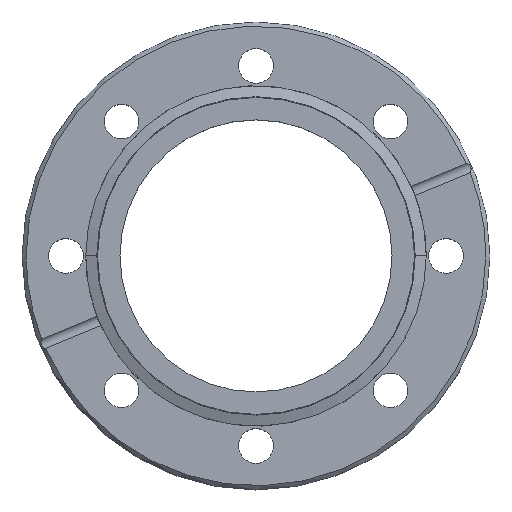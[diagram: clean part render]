
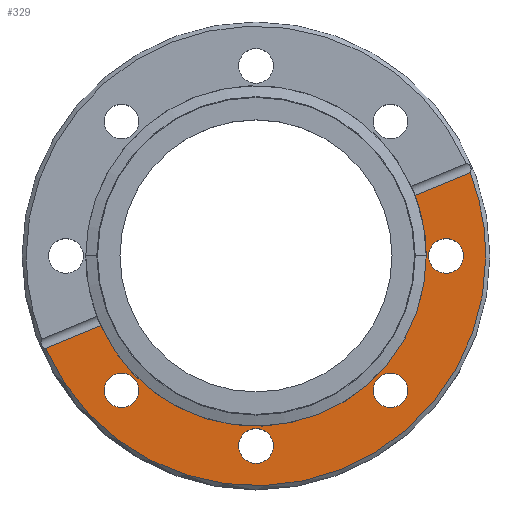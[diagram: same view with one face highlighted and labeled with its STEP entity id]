
A CAD part, top view. The second image highlights one B-rep face of the part: STEP entity #329.
In plain terms, the highlighted planar face has unit normal (0, 0, 1).
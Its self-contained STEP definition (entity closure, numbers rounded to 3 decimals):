
#23 = CARTESIAN_POINT ( 'NONE',  ( 41.3, 0., 0. ) ) ;
#27 = DIRECTION ( 'NONE',  ( 0., 0., -1. ) ) ;
#63 = DIRECTION ( 'NONE',  ( 0., 0., 1. ) ) ;
#67 = EDGE_CURVE ( 'NONE', #1402, #1813, #417, .T. ) ;
#75 = CARTESIAN_POINT ( 'NONE',  ( 0., 0., 0. ) ) ;
#82 = CARTESIAN_POINT ( 'NONE',  ( -68.044, -29.484, 0. ) ) ;
#146 = CARTESIAN_POINT ( 'NONE',  ( 4.2, -46.1, 0. ) ) ;
#155 = DIRECTION ( 'NONE',  ( -0.924, -0.383, 0. ) ) ;
#170 = CIRCLE ( 'NONE', #2373, 55.75 ) ;
#198 = CIRCLE ( 'NONE', #2462, 4.2 ) ;
#207 = EDGE_CURVE ( 'NONE', #679, #1717, #198, .T. ) ;
#222 = PLANE ( 'NONE',  #1017 ) ;
#251 = CIRCLE ( 'NONE', #991, 4.2 ) ;
#294 = VERTEX_POINT ( 'NONE', #2212 ) ;
#300 = EDGE_CURVE ( 'NONE', #464, #1402, #882, .T. ) ;
#311 = DIRECTION ( 'NONE',  ( 0., 0., 1. ) ) ;
#326 = ORIENTED_EDGE ( 'NONE', *, *, #1008, .F. ) ;
#329 = ADVANCED_FACE ( 'NONE', ( #1401, #1597, #1360, #1332, #1271 ), #222, .F. ) ;
#345 = EDGE_CURVE ( 'NONE', #294, #627, #607, .T. ) ;
#348 = CARTESIAN_POINT ( 'NONE',  ( -4.2, -46.1, 0. ) ) ;
#380 = VECTOR ( 'NONE', #492, 1000. ) ;
#402 = CARTESIAN_POINT ( 'NONE',  ( -28.398, -32.598, 0. ) ) ;
#417 = LINE ( 'NONE', #1895, #380 ) ;
#464 = VERTEX_POINT ( 'NONE', #597 ) ;
#492 = DIRECTION ( 'NONE',  ( -0.924, -0.383, 0. ) ) ;
#518 = CIRCLE ( 'NONE', #1838, 4.2 ) ;
#559 = VERTEX_POINT ( 'NONE', #1355 ) ;
#597 = CARTESIAN_POINT ( 'NONE',  ( 41.3, 0., 0. ) ) ;
#607 = CIRCLE ( 'NONE', #2506, 4.2 ) ;
#626 = CARTESIAN_POINT ( 'NONE',  ( 46.1, 0., 0. ) ) ;
#627 = VERTEX_POINT ( 'NONE', #1371 ) ;
#630 = CARTESIAN_POINT ( 'NONE',  ( 32.598, -32.598, 0. ) ) ;
#636 = DIRECTION ( 'NONE',  ( 0., 0., 1. ) ) ;
#641 = DIRECTION ( 'NONE',  ( 1., 0., 0. ) ) ;
#678 = DIRECTION ( 'NONE',  ( 1., 0., 0. ) ) ;
#679 = VERTEX_POINT ( 'NONE', #1782 ) ;
#686 = CARTESIAN_POINT ( 'NONE',  ( 0., -46.1, 0. ) ) ;
#691 = DIRECTION ( 'NONE',  ( 0., 0., 1. ) ) ;
#699 = DIRECTION ( 'NONE',  ( 0., 0., 1. ) ) ;
#712 = DIRECTION ( 'NONE',  ( 1., 0., 0. ) ) ;
#779 = ORIENTED_EDGE ( 'NONE', *, *, #345, .F. ) ;
#881 = CARTESIAN_POINT ( 'NONE',  ( -32.598, -32.598, 0. ) ) ;
#882 = CIRCLE ( 'NONE', #2082, 41.3 ) ;
#894 = DIRECTION ( 'NONE',  ( 0., 0., 1. ) ) ;
#896 = DIRECTION ( 'NONE',  ( 1., 0., 0. ) ) ;
#920 = AXIS2_PLACEMENT_3D ( 'NONE', #630, #691, #678 ) ;
#940 = EDGE_CURVE ( 'NONE', #627, #294, #518, .T. ) ;
#963 = AXIS2_PLACEMENT_3D ( 'NONE', #1151, #1212, #1222 ) ;
#965 = EDGE_CURVE ( 'NONE', #1999, #1239, #1745, .T. ) ;
#975 = AXIS2_PLACEMENT_3D ( 'NONE', #2206, #2235, #2240 ) ;
#991 = AXIS2_PLACEMENT_3D ( 'NONE', #881, #894, #896 ) ;
#1006 = CIRCLE ( 'NONE', #920, 4.2 ) ;
#1008 = EDGE_CURVE ( 'NONE', #1752, #1874, #251, .T. ) ;
#1017 = AXIS2_PLACEMENT_3D ( 'NONE', #23, #27, #1172 ) ;
#1020 = ORIENTED_EDGE ( 'NONE', *, *, #2057, .T. ) ;
#1053 = CARTESIAN_POINT ( 'NONE',  ( 0., 0., 0. ) ) ;
#1061 = CIRCLE ( 'NONE', #1996, 55.75 ) ;
#1077 = VERTEX_POINT ( 'NONE', #1711 ) ;
#1094 = EDGE_CURVE ( 'NONE', #1239, #1999, #2332, .T. ) ;
#1118 = CARTESIAN_POINT ( 'NONE',  ( 36.798, -32.598, 0. ) ) ;
#1125 = ORIENTED_EDGE ( 'NONE', *, *, #1094, .F. ) ;
#1146 = EDGE_CURVE ( 'NONE', #1874, #1752, #2080, .T. ) ;
#1151 = CARTESIAN_POINT ( 'NONE',  ( 0., 0., 0. ) ) ;
#1172 = DIRECTION ( 'NONE',  ( -1., 0., 0. ) ) ;
#1195 = ORIENTED_EDGE ( 'NONE', *, *, #1979, .T. ) ;
#1212 = DIRECTION ( 'NONE',  ( 0., 0., -1. ) ) ;
#1222 = DIRECTION ( 'NONE',  ( -1., 0., 0. ) ) ;
#1239 = VERTEX_POINT ( 'NONE', #348 ) ;
#1256 = EDGE_LOOP ( 'NONE', ( #326, #2149 ) ) ;
#1264 = EDGE_CURVE ( 'NONE', #1813, #1077, #170, .T. ) ;
#1266 = DIRECTION ( 'NONE',  ( 1., 0., 0. ) ) ;
#1271 = FACE_BOUND ( 'NONE', #1256, .T. ) ;
#1315 = EDGE_LOOP ( 'NONE', ( #1593, #1195, #1599, #1020, #2068, #1873 ) ) ;
#1331 = LINE ( 'NONE', #82, #1396 ) ;
#1332 = FACE_BOUND ( 'NONE', #1419, .T. ) ;
#1334 = CARTESIAN_POINT ( 'NONE',  ( -37.681, -16.907, 0. ) ) ;
#1354 = CIRCLE ( 'NONE', #963, 41.3 ) ;
#1355 = CARTESIAN_POINT ( 'NONE',  ( 51.954, 20.221, 0. ) ) ;
#1360 = FACE_OUTER_BOUND ( 'NONE', #1315, .T. ) ;
#1371 = CARTESIAN_POINT ( 'NONE',  ( 41.9, 0., 0. ) ) ;
#1396 = VECTOR ( 'NONE', #155, 1000. ) ;
#1401 = FACE_BOUND ( 'NONE', #1473, .T. ) ;
#1402 = VERTEX_POINT ( 'NONE', #1334 ) ;
#1419 = EDGE_LOOP ( 'NONE', ( #779, #1705 ) ) ;
#1473 = EDGE_LOOP ( 'NONE', ( #2600, #2403 ) ) ;
#1570 = EDGE_LOOP ( 'NONE', ( #2679, #1125 ) ) ;
#1593 = ORIENTED_EDGE ( 'NONE', *, *, #1264, .T. ) ;
#1597 = FACE_BOUND ( 'NONE', #1570, .T. ) ;
#1599 = ORIENTED_EDGE ( 'NONE', *, *, #1998, .T. ) ;
#1611 = DIRECTION ( 'NONE',  ( 1., 0., 0. ) ) ;
#1705 = ORIENTED_EDGE ( 'NONE', *, *, #940, .F. ) ;
#1710 = AXIS2_PLACEMENT_3D ( 'NONE', #686, #699, #712 ) ;
#1711 = CARTESIAN_POINT ( 'NONE',  ( 55.75, 0., 0. ) ) ;
#1717 = VERTEX_POINT ( 'NONE', #1118 ) ;
#1745 = CIRCLE ( 'NONE', #1710, 4.2 ) ;
#1752 = VERTEX_POINT ( 'NONE', #402 ) ;
#1782 = CARTESIAN_POINT ( 'NONE',  ( 28.398, -32.598, 0. ) ) ;
#1813 = VERTEX_POINT ( 'NONE', #2262 ) ;
#1817 = EDGE_CURVE ( 'NONE', #1717, #679, #1006, .T. ) ;
#1838 = AXIS2_PLACEMENT_3D ( 'NONE', #626, #636, #641 ) ;
#1873 = ORIENTED_EDGE ( 'NONE', *, *, #67, .T. ) ;
#1874 = VERTEX_POINT ( 'NONE', #2282 ) ;
#1895 = CARTESIAN_POINT ( 'NONE',  ( -68.044, -29.484, 0. ) ) ;
#1911 = CARTESIAN_POINT ( 'NONE',  ( 46.1, 0., 0. ) ) ;
#1979 = EDGE_CURVE ( 'NONE', #1077, #559, #1061, .T. ) ;
#1993 = CARTESIAN_POINT ( 'NONE',  ( 0., -46.1, 0. ) ) ;
#1996 = AXIS2_PLACEMENT_3D ( 'NONE', #75, #63, #1611 ) ;
#1998 = EDGE_CURVE ( 'NONE', #559, #2492, #1331, .T. ) ;
#1999 = VERTEX_POINT ( 'NONE', #146 ) ;
#2019 = DIRECTION ( 'NONE',  ( 0., 0., 1. ) ) ;
#2020 = DIRECTION ( 'NONE',  ( 0., 0., 1. ) ) ;
#2031 = CARTESIAN_POINT ( 'NONE',  ( 32.598, -32.598, 0. ) ) ;
#2034 = DIRECTION ( 'NONE',  ( 1., 0., 0. ) ) ;
#2037 = DIRECTION ( 'NONE',  ( 0., 0., 1. ) ) ;
#2049 = DIRECTION ( 'NONE',  ( 1., 0., 0. ) ) ;
#2057 = EDGE_CURVE ( 'NONE', #2492, #464, #1354, .T. ) ;
#2068 = ORIENTED_EDGE ( 'NONE', *, *, #300, .T. ) ;
#2080 = CIRCLE ( 'NONE', #975, 4.2 ) ;
#2082 = AXIS2_PLACEMENT_3D ( 'NONE', #2316, #2321, #2333 ) ;
#2100 = CARTESIAN_POINT ( 'NONE',  ( 38.599, 14.689, 0. ) ) ;
#2149 = ORIENTED_EDGE ( 'NONE', *, *, #1146, .F. ) ;
#2206 = CARTESIAN_POINT ( 'NONE',  ( -32.598, -32.598, 0. ) ) ;
#2212 = CARTESIAN_POINT ( 'NONE',  ( 50.3, 0., 0. ) ) ;
#2235 = DIRECTION ( 'NONE',  ( 0., 0., 1. ) ) ;
#2240 = DIRECTION ( 'NONE',  ( 1., 0., 0. ) ) ;
#2262 = CARTESIAN_POINT ( 'NONE',  ( -51.035, -22.438, 0. ) ) ;
#2276 = AXIS2_PLACEMENT_3D ( 'NONE', #1993, #2020, #2034 ) ;
#2282 = CARTESIAN_POINT ( 'NONE',  ( -36.798, -32.598, 0. ) ) ;
#2316 = CARTESIAN_POINT ( 'NONE',  ( 0., 0., 0. ) ) ;
#2321 = DIRECTION ( 'NONE',  ( 0., 0., -1. ) ) ;
#2332 = CIRCLE ( 'NONE', #2276, 4.2 ) ;
#2333 = DIRECTION ( 'NONE',  ( -1., 0., 0. ) ) ;
#2373 = AXIS2_PLACEMENT_3D ( 'NONE', #1053, #311, #1266 ) ;
#2403 = ORIENTED_EDGE ( 'NONE', *, *, #207, .F. ) ;
#2413 = DIRECTION ( 'NONE',  ( 1., 0., 0. ) ) ;
#2462 = AXIS2_PLACEMENT_3D ( 'NONE', #2031, #2037, #2049 ) ;
#2492 = VERTEX_POINT ( 'NONE', #2100 ) ;
#2506 = AXIS2_PLACEMENT_3D ( 'NONE', #1911, #2019, #2413 ) ;
#2600 = ORIENTED_EDGE ( 'NONE', *, *, #1817, .F. ) ;
#2679 = ORIENTED_EDGE ( 'NONE', *, *, #965, .F. ) ;
